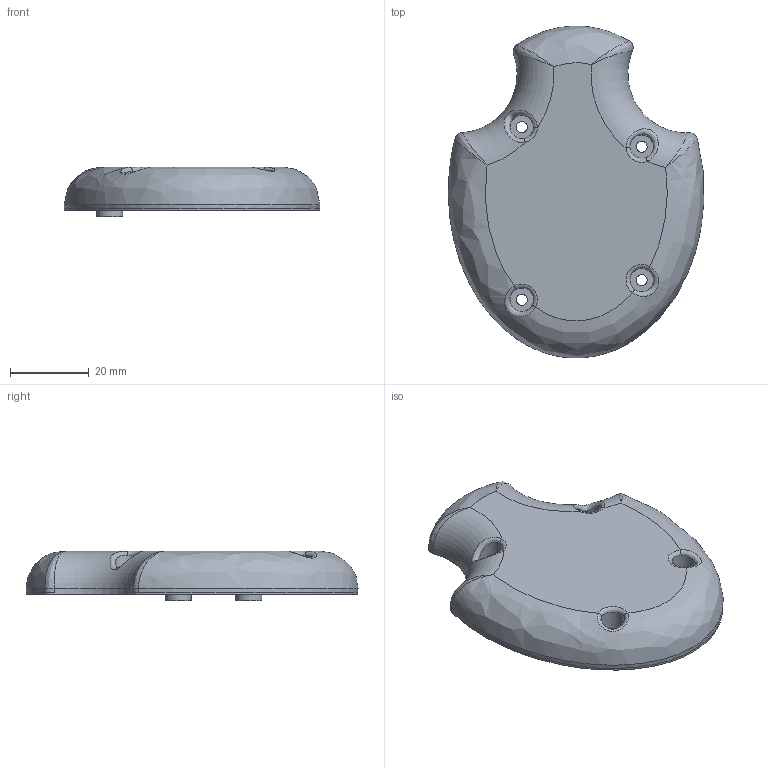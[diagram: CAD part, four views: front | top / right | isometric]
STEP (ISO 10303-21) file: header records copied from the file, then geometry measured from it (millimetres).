
FILE_DESCRIPTION(/* description */ (''),/* implementation_level */ '2;1');
FILE_NAME(/* name */ 'PuckPuckBruce-BottomShell-REV1.stp',/* time_stamp */ '2020-09-05T15:40:47-07:00',/* author */ ('andre'),/* organization */ (''),/* preprocessor_version */ 'ST-DEVELOPER v17',/* originating_system */ 'Autodesk Inventor 2019',/* authorisation */ '');
FILE_SCHEMA (('AUTOMOTIVE_DESIGN { 1 0 10303 214 3 1 1 }'));
Length unit declared in the file: millimetre
Products named in the file (1): RoboPuck-Lid
Bounding box: 65.08 x 84.58 x 12.62 mm (x, y, z)
Volume: 9718.5 mm3; surface area: 12886.6 mm2
Topology: 1 solids, 1 shells, 105 faces, 256 edges, 158 vertices
Faces by surface type: bspline 36, cylinder 31, plane 21, cone 9, torus 8
Full cylindrical faces by diameter (mm): 2.8 x4, 3.4 x2, 3.58 x3, 5.98 x3, 6 x8, 6.6 x2, 9.2 x3
Entity records: 5247 total; most frequent: CARTESIAN_POINT 2899, ORIENTED_EDGE 510, DIRECTION 425, EDGE_CURVE 255, AXIS2_PLACEMENT_3D 183, VERTEX_POINT 161, EDGE_LOOP 122, CIRCLE 108
